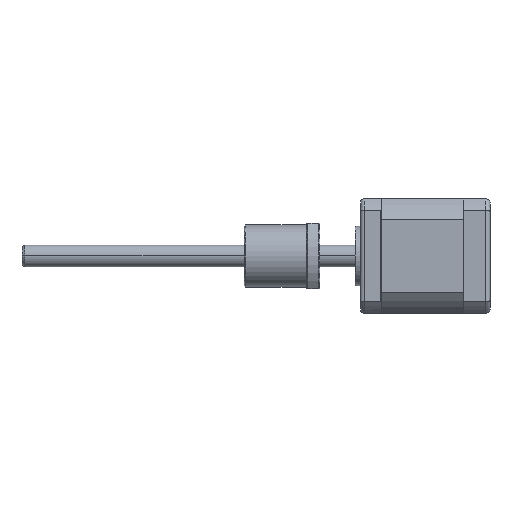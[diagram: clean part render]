
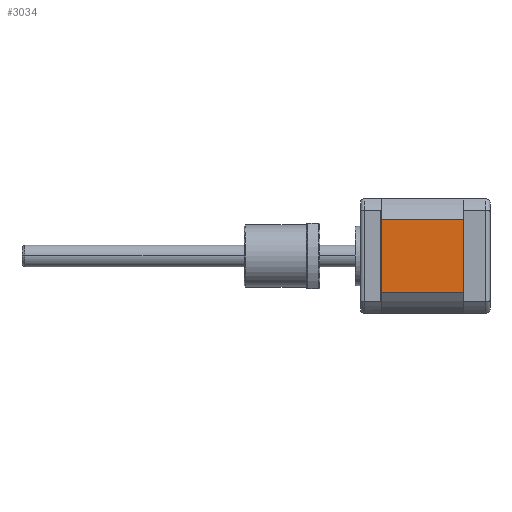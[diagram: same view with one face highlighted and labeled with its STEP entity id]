
A CAD part, left-side view. The second image highlights one B-rep face of the part: STEP entity #3034.
In plain terms, the highlighted planar face has unit normal (-1, 0, 0).
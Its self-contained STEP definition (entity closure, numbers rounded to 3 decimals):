
#113 = CARTESIAN_POINT ( 'NONE',  ( -25.809, -16.057, 3.044 ) ) ;
#451 = CARTESIAN_POINT ( 'NONE',  ( -25.809, -16.057, 30.232 ) ) ;
#903 = VERTEX_POINT ( 'NONE', #10160 ) ;
#1222 = DIRECTION ( 'NONE',  ( 1., 0., 0. ) ) ;
#1242 = DIRECTION ( 'NONE',  ( 0., 1., 0. ) ) ;
#1256 = DIRECTION ( 'NONE',  ( 0., 1., 0. ) ) ;
#1757 = CARTESIAN_POINT ( 'NONE',  ( -25.809, -16.057, 30.232 ) ) ;
#2057 = CARTESIAN_POINT ( 'NONE',  ( -25.809, -16.057, 3.044 ) ) ;
#2155 = VERTEX_POINT ( 'NONE', #2869 ) ;
#2492 = DIRECTION ( 'NONE',  ( 0., 0., -1. ) ) ;
#2731 = VERTEX_POINT ( 'NONE', #6978 ) ;
#2869 = CARTESIAN_POINT ( 'NONE',  ( -25.809, 14.443, 3.044 ) ) ;
#3034 = ADVANCED_FACE ( 'NONE', ( #9807 ), #8281, .F. ) ;
#3440 = ORIENTED_EDGE ( 'NONE', *, *, #9004, .T. ) ;
#3567 = CARTESIAN_POINT ( 'NONE',  ( -25.809, -16.057, 3.044 ) ) ;
#4832 = ORIENTED_EDGE ( 'NONE', *, *, #9868, .T. ) ;
#5410 = EDGE_CURVE ( 'NONE', #6434, #2731, #8917, .T. ) ;
#5561 = LINE ( 'NONE', #8485, #9255 ) ;
#5779 = ORIENTED_EDGE ( 'NONE', *, *, #8472, .F. ) ;
#6434 = VERTEX_POINT ( 'NONE', #1757 ) ;
#6702 = DIRECTION ( 'NONE',  ( 0., 0., 1. ) ) ;
#6794 = VECTOR ( 'NONE', #2492, 1000. ) ;
#6978 = CARTESIAN_POINT ( 'NONE',  ( -25.809, -16.057, 3.044 ) ) ;
#7395 = VECTOR ( 'NONE', #1256, 1000. ) ;
#7909 = LINE ( 'NONE', #2057, #7395 ) ;
#8141 = VECTOR ( 'NONE', #1242, 1000. ) ;
#8281 = PLANE ( 'NONE',  #8675 ) ;
#8472 = EDGE_CURVE ( 'NONE', #2731, #2155, #7909, .T. ) ;
#8485 = CARTESIAN_POINT ( 'NONE',  ( -25.809, 14.443, 3.044 ) ) ;
#8675 = AXIS2_PLACEMENT_3D ( 'NONE', #3567, #1222, #6702 ) ;
#8917 = LINE ( 'NONE', #113, #6794 ) ;
#9004 = EDGE_CURVE ( 'NONE', #903, #2155, #5561, .T. ) ;
#9255 = VECTOR ( 'NONE', #9283, 1000. ) ;
#9283 = DIRECTION ( 'NONE',  ( 0., 0., -1. ) ) ;
#9649 = EDGE_LOOP ( 'NONE', ( #3440, #5779, #10213, #4832 ) ) ;
#9807 = FACE_OUTER_BOUND ( 'NONE', #9649, .T. ) ;
#9868 = EDGE_CURVE ( 'NONE', #6434, #903, #10229, .T. ) ;
#10160 = CARTESIAN_POINT ( 'NONE',  ( -25.809, 14.443, 30.232 ) ) ;
#10213 = ORIENTED_EDGE ( 'NONE', *, *, #5410, .F. ) ;
#10229 = LINE ( 'NONE', #451, #8141 ) ;
